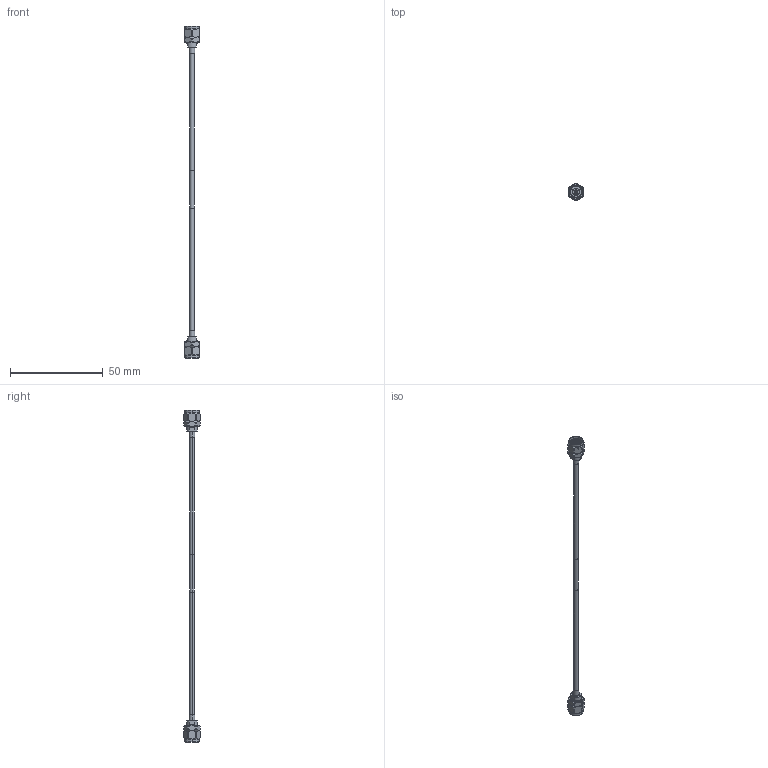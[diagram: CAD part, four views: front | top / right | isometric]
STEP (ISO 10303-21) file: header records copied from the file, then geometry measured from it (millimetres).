
FILE_DESCRIPTION (( 'STEP AP214' ), '1' );
FILE_NAME ('FMCA100328_3D.step', '2025-11-11T18:13:56', ( '' ), ( '' ), 'SwSTEP 2.0', 'SolidWorks 2025', '' );
FILE_SCHEMA (( 'AUTOMOTIVE_DESIGN' ));
Length unit declared in the file: inch
Products named in the file (4): PE-SR405FL_WITH LABEL; PE45413; PE45414; FMCA100328_3D
Assembly tree (3 placements, depth 2):
  FMCA100328_3D
    PE-SR405FL_WITH LABEL
    PE45413
    PE45414
Bounding box: 7.92 x 8.88 x 178.56 mm (x, y, z)
Volume: 1241.9 mm3; surface area: 2618.9 mm2
Topology: 7 solids, 7 shells, 259 faces, 630 edges, 410 vertices
Faces by surface type: cylinder 142, plane 73, cone 30, torus 8, bspline 6
Entity records: 11118 total; most frequent: CARTESIAN_POINT 4934, DIRECTION 1266, ORIENTED_EDGE 1260, EDGE_CURVE 630, AXIS2_PLACEMENT_3D 527, VERTEX_POINT 410, EDGE_LOOP 308, CIRCLE 268
